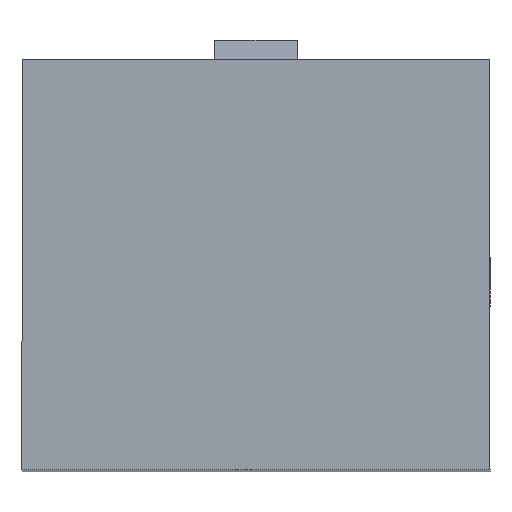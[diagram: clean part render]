
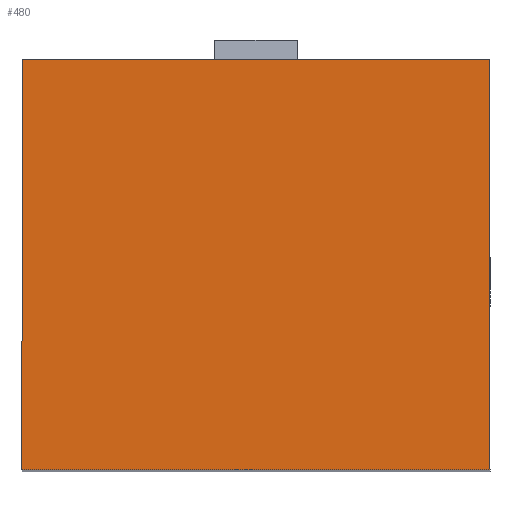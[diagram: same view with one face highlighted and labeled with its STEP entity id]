
A CAD part, top view. The second image highlights one B-rep face of the part: STEP entity #480.
In plain terms, the highlighted planar face has unit normal (0, 0, 1).
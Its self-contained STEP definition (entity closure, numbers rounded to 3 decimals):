
#467=AXIS2_PLACEMENT_3D('Plane Axis2P3D',#464,#465,#466) ;
#182=CARTESIAN_POINT('Vertex',(0.,10.,32.1)) ;
#231=CARTESIAN_POINT('Vertex',(0.,0.,32.1)) ;
#234=CARTESIAN_POINT('Line Origine',(0.,5.,32.1)) ;
#365=CARTESIAN_POINT('Vertex',(11.4,10.,32.1)) ;
#403=CARTESIAN_POINT('Line Origine',(5.7,10.,32.1)) ;
#442=CARTESIAN_POINT('Vertex',(11.4,0.,32.1)) ;
#445=CARTESIAN_POINT('Line Origine',(5.7,0.,32.1)) ;
#464=CARTESIAN_POINT('Axis2P3D Location',(5.7,5.,32.1)) ;
#469=CARTESIAN_POINT('Line Origine',(11.4,5.,32.1)) ;
#235=DIRECTION('Vector Direction',(0.,1.,0.)) ;
#404=DIRECTION('Vector Direction',(1.,0.,0.)) ;
#446=DIRECTION('Vector Direction',(-1.,0.,0.)) ;
#465=DIRECTION('Axis2P3D Direction',(-0.,0.,-1.)) ;
#466=DIRECTION('Axis2P3D XDirection',(-1.,0.,0.)) ;
#470=DIRECTION('Vector Direction',(0.,-1.,0.)) ;
#236=VECTOR('Line Direction',#235,1.) ;
#405=VECTOR('Line Direction',#404,1.) ;
#447=VECTOR('Line Direction',#446,1.) ;
#471=VECTOR('Line Direction',#470,1.) ;
#475=ORIENTED_EDGE('',*,*,#449,.T.) ;
#476=ORIENTED_EDGE('',*,*,#473,.T.) ;
#477=ORIENTED_EDGE('',*,*,#407,.T.) ;
#478=ORIENTED_EDGE('',*,*,#238,.T.) ;
#480=ADVANCED_FACE('SCHUTZMODUL',(#479),#468,.F.) ;
#238=EDGE_CURVE('',#183,#232,#237,.F.) ;
#407=EDGE_CURVE('',#366,#183,#406,.F.) ;
#449=EDGE_CURVE('',#232,#443,#448,.F.) ;
#473=EDGE_CURVE('',#443,#366,#472,.F.) ;
#474=EDGE_LOOP('',(#475,#476,#477,#478)) ;
#479=FACE_OUTER_BOUND('',#474,.T.) ;
#237=LINE('Line',#234,#236) ;
#406=LINE('Line',#403,#405) ;
#448=LINE('Line',#445,#447) ;
#472=LINE('Line',#469,#471) ;
#468=PLANE('',#467) ;
#183=VERTEX_POINT('',#182) ;
#232=VERTEX_POINT('',#231) ;
#366=VERTEX_POINT('',#365) ;
#443=VERTEX_POINT('',#442) ;
